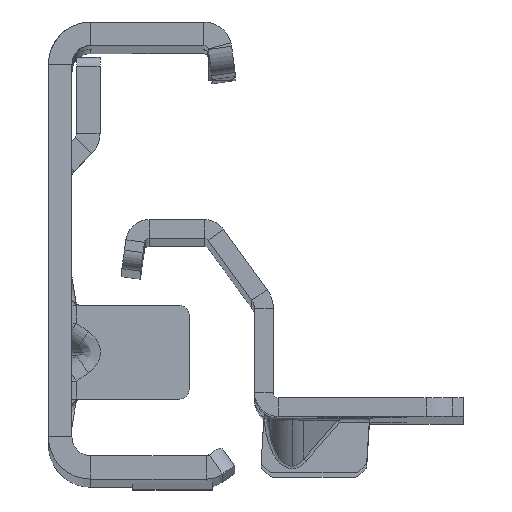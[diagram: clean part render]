
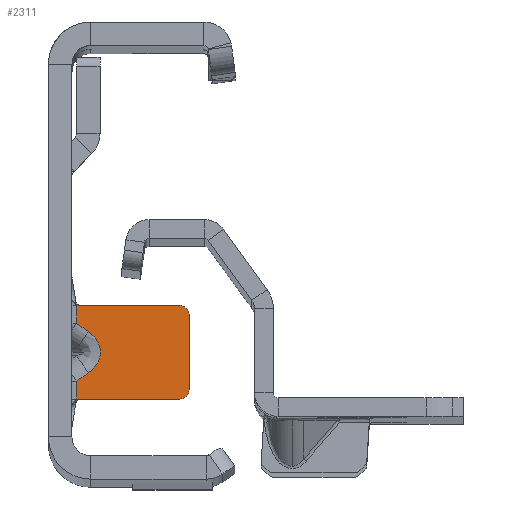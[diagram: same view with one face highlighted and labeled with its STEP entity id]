
A CAD part, top view. The second image highlights one B-rep face of the part: STEP entity #2311.
In plain terms, the highlighted planar face has unit normal (0, 0, 1).
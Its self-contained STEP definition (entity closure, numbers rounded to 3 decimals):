
#27 = CARTESIAN_POINT ( 'NONE',  ( 3.573, -10.508, -491.5 ) ) ;
#239 = EDGE_CURVE ( 'NONE', #10004, #1761, #9550, .T. ) ;
#345 = CARTESIAN_POINT ( 'NONE',  ( 0.708, -14.6, -491.5 ) ) ;
#442 = VECTOR ( 'NONE', #12421, 1000. ) ;
#592 = EDGE_CURVE ( 'NONE', #1761, #5163, #4365, .T. ) ;
#945 = VECTOR ( 'NONE', #8846, 1000. ) ;
#966 = CARTESIAN_POINT ( 'NONE',  ( -7.326, 22.3, -491.5 ) ) ;
#1138 = EDGE_CURVE ( 'NONE', #12778, #6647, #12511, .T. ) ;
#1175 = EDGE_CURVE ( 'NONE', #2786, #9095, #9057, .T. ) ;
#1406 = VECTOR ( 'NONE', #4661, 1000. ) ;
#1524 = VECTOR ( 'NONE', #4767, 1000. ) ;
#1620 = CARTESIAN_POINT ( 'NONE',  ( 0.5, -12.681, -491.5 ) ) ;
#1761 = VERTEX_POINT ( 'NONE', #7951 ) ;
#1932 = CARTESIAN_POINT ( 'NONE',  ( 11.5, -13.6, -491.5 ) ) ;
#2311 = ADVANCED_FACE ( 'NONE', ( #8418 ), #10966, .F. ) ;
#2352 = CARTESIAN_POINT ( 'NONE',  ( 1.757, -11.792, -491.5 ) ) ;
#2786 = VERTEX_POINT ( 'NONE', #8342 ) ;
#2822 = LINE ( 'NONE', #10272, #4904 ) ;
#2860 = CARTESIAN_POINT ( 'NONE',  ( 12.5, -13.6, -491.5 ) ) ;
#2927 = VECTOR ( 'NONE', #4416, 1000. ) ;
#3174 = DIRECTION ( 'NONE',  ( -1., 0., 0. ) ) ;
#3270 = CARTESIAN_POINT ( 'NONE',  ( 12.5, -5.6, -491.5 ) ) ;
#3545 = EDGE_CURVE ( 'NONE', #12147, #9009, #8526, .T. ) ;
#3689 = DIRECTION ( 'NONE',  ( 0., 1., 0. ) ) ;
#3930 = CIRCLE ( 'NONE', #14875, 1. ) ;
#3972 = DIRECTION ( 'NONE',  ( 0., -1., 0. ) ) ;
#4271 = LINE ( 'NONE', #13177, #12287 ) ;
#4318 = DIRECTION ( 'NONE',  ( 0., 0., 1. ) ) ;
#4365 = CIRCLE ( 'NONE', #6439, 1. ) ;
#4416 = DIRECTION ( 'NONE',  ( 1., 0., 0. ) ) ;
#4481 = CARTESIAN_POINT ( 'NONE',  ( 0.5, 22.3, -491.5 ) ) ;
#4661 = DIRECTION ( 'NONE',  ( 0., 1., 0. ) ) ;
#4767 = DIRECTION ( 'NONE',  ( 0.816, 0.577, 0. ) ) ;
#4890 = ORIENTED_EDGE ( 'NONE', *, *, #3545, .F. ) ;
#4904 = VECTOR ( 'NONE', #8852, 1000. ) ;
#4912 = EDGE_CURVE ( 'NONE', #9095, #6647, #4271, .T. ) ;
#5067 = ORIENTED_EDGE ( 'NONE', *, *, #12910, .T. ) ;
#5163 = VERTEX_POINT ( 'NONE', #2860 ) ;
#5412 = EDGE_LOOP ( 'NONE', ( #14289, #4890, #12768, #15703, #11056, #14323, #11223, #9554, #5067, #11420, #7817, #15148 ) ) ;
#5965 = DIRECTION ( 'NONE',  ( 0., 0., -1. ) ) ;
#6015 = EDGE_CURVE ( 'NONE', #5163, #13199, #15850, .T. ) ;
#6147 = CARTESIAN_POINT ( 'NONE',  ( 0.708, -4.6, -491.5 ) ) ;
#6439 = AXIS2_PLACEMENT_3D ( 'NONE', #1932, #4318, #8141 ) ;
#6647 = VERTEX_POINT ( 'NONE', #6649 ) ;
#6649 = CARTESIAN_POINT ( 'NONE',  ( 0.5, -4.6, -491.5 ) ) ;
#7302 = VERTEX_POINT ( 'NONE', #1620 ) ;
#7452 = CARTESIAN_POINT ( 'NONE',  ( 2.624, -11.179, -491.5 ) ) ;
#7817 = ORIENTED_EDGE ( 'NONE', *, *, #4912, .T. ) ;
#7951 = CARTESIAN_POINT ( 'NONE',  ( 11.5, -14.6, -491.5 ) ) ;
#8141 = DIRECTION ( 'NONE',  ( 0., 1., 0. ) ) ;
#8221 = DIRECTION ( 'NONE',  ( 0., 1., 0. ) ) ;
#8342 = CARTESIAN_POINT ( 'NONE',  ( 11.5, -4.6, -491.5 ) ) ;
#8418 = FACE_OUTER_BOUND ( 'NONE', #5412, .T. ) ;
#8526 =( BOUNDED_CURVE ( )  B_SPLINE_CURVE ( 3, ( #2352, #27, #11348, #13547 ),
 .UNSPECIFIED., .F., .T. ) 
 B_SPLINE_CURVE_WITH_KNOTS ( ( 4, 4 ),
 ( 2.356, 3.927 ),
 .UNSPECIFIED. ) 
 CURVE ( )  GEOMETRIC_REPRESENTATION_ITEM ( )  RATIONAL_B_SPLINE_CURVE ( ( 1., 0.805, 0.805, 1. ) ) 
 REPRESENTATION_ITEM ( '' )  );
#8671 = LINE ( 'NONE', #7452, #1524 ) ;
#8778 = EDGE_CURVE ( 'NONE', #12252, #10004, #12710, .T. ) ;
#8842 = AXIS2_PLACEMENT_3D ( 'NONE', #966, #5965, #3689 ) ;
#8846 = DIRECTION ( 'NONE',  ( 1., 0., 0. ) ) ;
#8852 = DIRECTION ( 'NONE',  ( -0.816, 0.577, 0. ) ) ;
#9009 = VERTEX_POINT ( 'NONE', #10661 ) ;
#9057 = LINE ( 'NONE', #15601, #12996 ) ;
#9095 = VERTEX_POINT ( 'NONE', #6147 ) ;
#9550 = LINE ( 'NONE', #10784, #2927 ) ;
#9554 = ORIENTED_EDGE ( 'NONE', *, *, #6015, .T. ) ;
#10004 = VERTEX_POINT ( 'NONE', #345 ) ;
#10045 = EDGE_CURVE ( 'NONE', #9009, #12778, #2822, .T. ) ;
#10139 = VECTOR ( 'NONE', #8221, 1000. ) ;
#10272 = CARTESIAN_POINT ( 'NONE',  ( 1.367, -7.131, -491.5 ) ) ;
#10284 = CARTESIAN_POINT ( 'NONE',  ( 0.5, -6.519, -491.5 ) ) ;
#10661 = CARTESIAN_POINT ( 'NONE',  ( 1.757, -7.408, -491.5 ) ) ;
#10784 = CARTESIAN_POINT ( 'NONE',  ( -1.826, -14.6, -491.5 ) ) ;
#10870 = CARTESIAN_POINT ( 'NONE',  ( 0.5, -14.6, -491.5 ) ) ;
#10966 = PLANE ( 'NONE',  #8842 ) ;
#11056 = ORIENTED_EDGE ( 'NONE', *, *, #8778, .T. ) ;
#11223 = ORIENTED_EDGE ( 'NONE', *, *, #592, .T. ) ;
#11348 = CARTESIAN_POINT ( 'NONE',  ( 3.573, -8.692, -491.5 ) ) ;
#11409 = CARTESIAN_POINT ( 'NONE',  ( 11.5, -5.6, -491.5 ) ) ;
#11420 = ORIENTED_EDGE ( 'NONE', *, *, #1175, .T. ) ;
#11584 = EDGE_CURVE ( 'NONE', #12252, #7302, #15669, .T. ) ;
#11788 = DIRECTION ( 'NONE',  ( -1., 0., 0. ) ) ;
#11912 = EDGE_CURVE ( 'NONE', #7302, #12147, #8671, .T. ) ;
#12147 = VERTEX_POINT ( 'NONE', #15618 ) ;
#12252 = VERTEX_POINT ( 'NONE', #10870 ) ;
#12287 = VECTOR ( 'NONE', #11788, 1000. ) ;
#12421 = DIRECTION ( 'NONE',  ( 0., 1., 0. ) ) ;
#12511 = LINE ( 'NONE', #13647, #442 ) ;
#12710 = LINE ( 'NONE', #15061, #945 ) ;
#12768 = ORIENTED_EDGE ( 'NONE', *, *, #11912, .F. ) ;
#12778 = VERTEX_POINT ( 'NONE', #10284 ) ;
#12910 = EDGE_CURVE ( 'NONE', #13199, #2786, #3930, .T. ) ;
#12996 = VECTOR ( 'NONE', #3174, 1000. ) ;
#13177 = CARTESIAN_POINT ( 'NONE',  ( -1.826, -4.6, -491.5 ) ) ;
#13199 = VERTEX_POINT ( 'NONE', #14621 ) ;
#13547 = CARTESIAN_POINT ( 'NONE',  ( 1.757, -7.408, -491.5 ) ) ;
#13647 = CARTESIAN_POINT ( 'NONE',  ( 0.5, 22.3, -491.5 ) ) ;
#14289 = ORIENTED_EDGE ( 'NONE', *, *, #10045, .F. ) ;
#14323 = ORIENTED_EDGE ( 'NONE', *, *, #239, .T. ) ;
#14621 = CARTESIAN_POINT ( 'NONE',  ( 12.5, -5.6, -491.5 ) ) ;
#14875 = AXIS2_PLACEMENT_3D ( 'NONE', #11409, #15065, #3972 ) ;
#15061 = CARTESIAN_POINT ( 'NONE',  ( -1.826, -14.6, -491.5 ) ) ;
#15065 = DIRECTION ( 'NONE',  ( 0., 0., 1. ) ) ;
#15148 = ORIENTED_EDGE ( 'NONE', *, *, #1138, .F. ) ;
#15601 = CARTESIAN_POINT ( 'NONE',  ( -1.826, -4.6, -491.5 ) ) ;
#15618 = CARTESIAN_POINT ( 'NONE',  ( 1.757, -11.792, -491.5 ) ) ;
#15669 = LINE ( 'NONE', #4481, #10139 ) ;
#15703 = ORIENTED_EDGE ( 'NONE', *, *, #11584, .F. ) ;
#15850 = LINE ( 'NONE', #3270, #1406 ) ;
